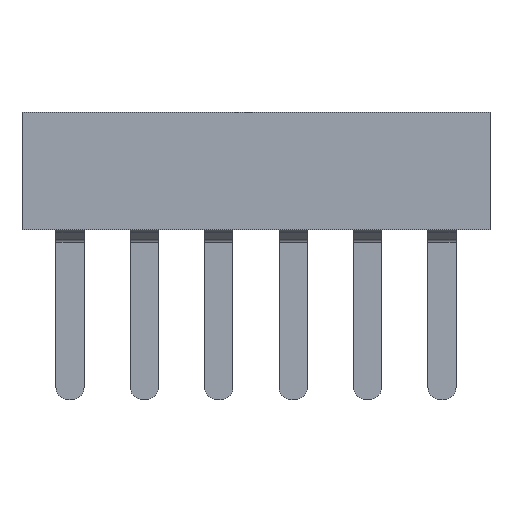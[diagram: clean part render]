
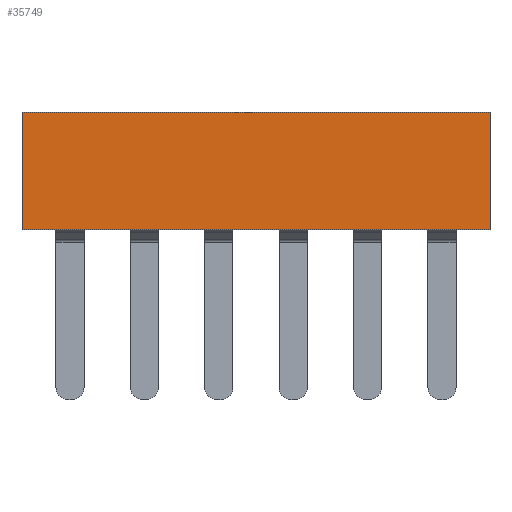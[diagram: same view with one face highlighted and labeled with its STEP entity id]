
A CAD part, left-side view. The second image highlights one B-rep face of the part: STEP entity #35749.
In plain terms, the highlighted face is planar.
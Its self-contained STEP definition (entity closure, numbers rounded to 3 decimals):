
#35486 = EDGE_CURVE('',#35487,#35489,#35491,.T.);
#35487 = VERTEX_POINT('',#35488);
#35488 = CARTESIAN_POINT('',(1.1,-0.82,0.));
#35489 = VERTEX_POINT('',#35490);
#35490 = CARTESIAN_POINT('',(1.1,-0.82,2.));
#35491 = SURFACE_CURVE('',#35492,(#35496,#35508),.PCURVE_S1.);
#35492 = LINE('',#35493,#35494);
#35493 = CARTESIAN_POINT('',(1.1,-0.82,0.));
#35494 = VECTOR('',#35495,1.);
#35495 = DIRECTION('',(0.,0.,1.));
#35496 = PCURVE('',#35497,#35502);
#35497 = PLANE('',#35498);
#35498 = AXIS2_PLACEMENT_3D('',#35499,#35500,#35501);
#35499 = CARTESIAN_POINT('',(1.1,-0.82,0.));
#35500 = DIRECTION('',(0.,-1.,0.));
#35501 = DIRECTION('',(-1.,0.,0.));
#35502 = DEFINITIONAL_REPRESENTATION('',(#35503),#35507);
#35503 = LINE('',#35504,#35505);
#35504 = CARTESIAN_POINT('',(0.,0.));
#35505 = VECTOR('',#35506,1.);
#35506 = DIRECTION('',(0.,-1.));
#35507 = ( GEOMETRIC_REPRESENTATION_CONTEXT(2) 
PARAMETRIC_REPRESENTATION_CONTEXT() REPRESENTATION_CONTEXT('2D SPACE',''
  ) );
#35508 = PCURVE('',#35509,#35514);
#35509 = PLANE('',#35510);
#35510 = AXIS2_PLACEMENT_3D('',#35511,#35512,#35513);
#35511 = CARTESIAN_POINT('',(1.1,7.17,0.));
#35512 = DIRECTION('',(1.,0.,0.));
#35513 = DIRECTION('',(0.,0.,1.));
#35514 = DEFINITIONAL_REPRESENTATION('',(#35515),#35519);
#35515 = LINE('',#35516,#35517);
#35516 = CARTESIAN_POINT('',(0.,7.99));
#35517 = VECTOR('',#35518,1.);
#35518 = DIRECTION('',(1.,0.));
#35519 = ( GEOMETRIC_REPRESENTATION_CONTEXT(2) 
PARAMETRIC_REPRESENTATION_CONTEXT() REPRESENTATION_CONTEXT('2D SPACE',''
  ) );
#35537 = PLANE('',#35538);
#35538 = AXIS2_PLACEMENT_3D('',#35539,#35540,#35541);
#35539 = CARTESIAN_POINT('',(-1.1,7.17,2.));
#35540 = DIRECTION('',(0.,0.,1.));
#35541 = DIRECTION('',(1.,0.,0.));
#35591 = PLANE('',#35592);
#35592 = AXIS2_PLACEMENT_3D('',#35593,#35594,#35595);
#35593 = CARTESIAN_POINT('',(-1.1,7.17,0.));
#35594 = DIRECTION('',(0.,0.,1.));
#35595 = DIRECTION('',(1.,0.,0.));
#35667 = PLANE('',#35668);
#35668 = AXIS2_PLACEMENT_3D('',#35669,#35670,#35671);
#35669 = CARTESIAN_POINT('',(-1.1,7.17,0.));
#35670 = DIRECTION('',(0.,1.,0.));
#35671 = DIRECTION('',(1.,0.,0.));
#35684 = VERTEX_POINT('',#35685);
#35685 = CARTESIAN_POINT('',(1.1,7.17,2.));
#35706 = EDGE_CURVE('',#35707,#35684,#35709,.T.);
#35707 = VERTEX_POINT('',#35708);
#35708 = CARTESIAN_POINT('',(1.1,7.17,0.));
#35709 = SURFACE_CURVE('',#35710,(#35714,#35721),.PCURVE_S1.);
#35710 = LINE('',#35711,#35712);
#35711 = CARTESIAN_POINT('',(1.1,7.17,0.));
#35712 = VECTOR('',#35713,1.);
#35713 = DIRECTION('',(0.,0.,1.));
#35714 = PCURVE('',#35667,#35715);
#35715 = DEFINITIONAL_REPRESENTATION('',(#35716),#35720);
#35716 = LINE('',#35717,#35718);
#35717 = CARTESIAN_POINT('',(2.2,0.));
#35718 = VECTOR('',#35719,1.);
#35719 = DIRECTION('',(0.,-1.));
#35720 = ( GEOMETRIC_REPRESENTATION_CONTEXT(2) 
PARAMETRIC_REPRESENTATION_CONTEXT() REPRESENTATION_CONTEXT('2D SPACE',''
  ) );
#35721 = PCURVE('',#35509,#35722);
#35722 = DEFINITIONAL_REPRESENTATION('',(#35723),#35727);
#35723 = LINE('',#35724,#35725);
#35724 = CARTESIAN_POINT('',(0.,0.));
#35725 = VECTOR('',#35726,1.);
#35726 = DIRECTION('',(1.,0.));
#35727 = ( GEOMETRIC_REPRESENTATION_CONTEXT(2) 
PARAMETRIC_REPRESENTATION_CONTEXT() REPRESENTATION_CONTEXT('2D SPACE',''
  ) );
#35749 = ADVANCED_FACE('',(#35750),#35509,.T.);
#35750 = FACE_BOUND('',#35751,.T.);
#35751 = EDGE_LOOP('',(#35752,#35753,#35774,#35775));
#35752 = ORIENTED_EDGE('',*,*,#35706,.T.);
#35753 = ORIENTED_EDGE('',*,*,#35754,.T.);
#35754 = EDGE_CURVE('',#35684,#35489,#35755,.T.);
#35755 = SURFACE_CURVE('',#35756,(#35760,#35767),.PCURVE_S1.);
#35756 = LINE('',#35757,#35758);
#35757 = CARTESIAN_POINT('',(1.1,7.17,2.));
#35758 = VECTOR('',#35759,1.);
#35759 = DIRECTION('',(0.,-1.,0.));
#35760 = PCURVE('',#35509,#35761);
#35761 = DEFINITIONAL_REPRESENTATION('',(#35762),#35766);
#35762 = LINE('',#35763,#35764);
#35763 = CARTESIAN_POINT('',(2.,0.));
#35764 = VECTOR('',#35765,1.);
#35765 = DIRECTION('',(0.,1.));
#35766 = ( GEOMETRIC_REPRESENTATION_CONTEXT(2) 
PARAMETRIC_REPRESENTATION_CONTEXT() REPRESENTATION_CONTEXT('2D SPACE',''
  ) );
#35767 = PCURVE('',#35537,#35768);
#35768 = DEFINITIONAL_REPRESENTATION('',(#35769),#35773);
#35769 = LINE('',#35770,#35771);
#35770 = CARTESIAN_POINT('',(2.2,0.));
#35771 = VECTOR('',#35772,1.);
#35772 = DIRECTION('',(0.,-1.));
#35773 = ( GEOMETRIC_REPRESENTATION_CONTEXT(2) 
PARAMETRIC_REPRESENTATION_CONTEXT() REPRESENTATION_CONTEXT('2D SPACE',''
  ) );
#35774 = ORIENTED_EDGE('',*,*,#35486,.F.);
#35775 = ORIENTED_EDGE('',*,*,#35776,.F.);
#35776 = EDGE_CURVE('',#35707,#35487,#35777,.T.);
#35777 = SURFACE_CURVE('',#35778,(#35782,#35789),.PCURVE_S1.);
#35778 = LINE('',#35779,#35780);
#35779 = CARTESIAN_POINT('',(1.1,0.82,0.));
#35780 = VECTOR('',#35781,1.);
#35781 = DIRECTION('',(0.,-1.,0.));
#35782 = PCURVE('',#35509,#35783);
#35783 = DEFINITIONAL_REPRESENTATION('',(#35784),#35788);
#35784 = LINE('',#35785,#35786);
#35785 = CARTESIAN_POINT('',(0.,6.35));
#35786 = VECTOR('',#35787,1.);
#35787 = DIRECTION('',(0.,1.));
#35788 = ( GEOMETRIC_REPRESENTATION_CONTEXT(2) 
PARAMETRIC_REPRESENTATION_CONTEXT() REPRESENTATION_CONTEXT('2D SPACE',''
  ) );
#35789 = PCURVE('',#35591,#35790);
#35790 = DEFINITIONAL_REPRESENTATION('',(#35791),#35795);
#35791 = LINE('',#35792,#35793);
#35792 = CARTESIAN_POINT('',(2.2,-6.35));
#35793 = VECTOR('',#35794,1.);
#35794 = DIRECTION('',(0.,-1.));
#35795 = ( GEOMETRIC_REPRESENTATION_CONTEXT(2) 
PARAMETRIC_REPRESENTATION_CONTEXT() REPRESENTATION_CONTEXT('2D SPACE',''
  ) );
